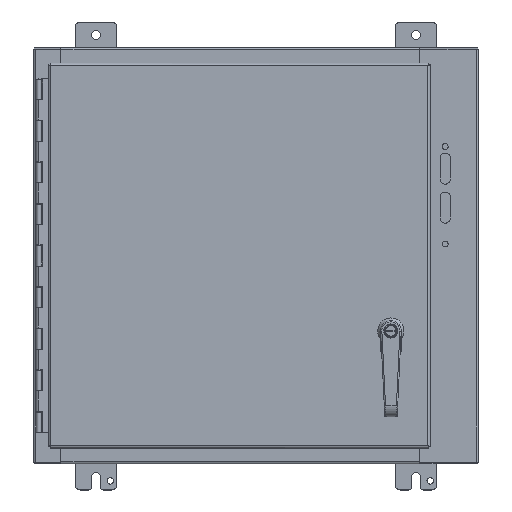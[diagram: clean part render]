
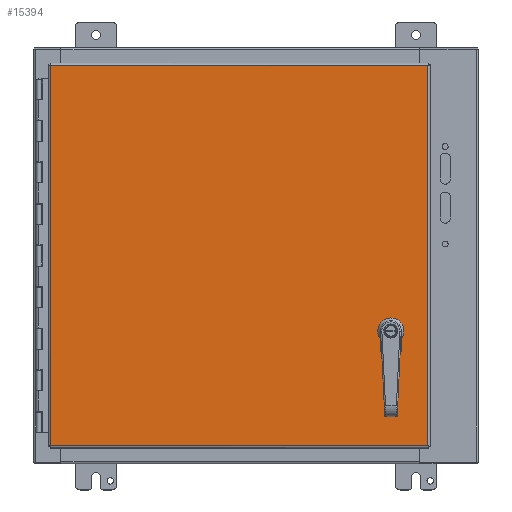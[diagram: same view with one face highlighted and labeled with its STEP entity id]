
A CAD part, top view. The second image highlights one B-rep face of the part: STEP entity #15394.
In plain terms, the highlighted planar face has unit normal (0, 0, 1).
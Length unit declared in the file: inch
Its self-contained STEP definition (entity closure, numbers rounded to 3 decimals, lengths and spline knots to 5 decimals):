
#13917=CARTESIAN_POINT('',(16.05725,5.41238,0.074));
#13918=VERTEX_POINT('',#13917);
#13925=CARTESIAN_POINT('',(16.24463,5.225,0.074));
#13926=VERTEX_POINT('',#13925);
#13927=CARTESIAN_POINT('',(16.45725,5.625,0.074));
#13928=DIRECTION('',(0.0,0.0,-1.0));
#13929=DIRECTION('',(0.883,0.469,0.0));
#13930=AXIS2_PLACEMENT_3D('',#13927,#13928,#13929);
#13931=CIRCLE('',#13930,0.453);
#13932=EDGE_CURVE('',#13926,#13918,#13931,.T.);
#13957=CARTESIAN_POINT('',(16.66987,5.225,0.074));
#13958=VERTEX_POINT('',#13957);
#13959=CARTESIAN_POINT('',(16.66987,5.225,0.074));
#13960=DIRECTION('',(-1.0,0.0,0.0));
#13961=VECTOR('',#13960,0.42525);
#13962=LINE('',#13959,#13961);
#13963=EDGE_CURVE('',#13958,#13926,#13962,.T.);
#13989=CARTESIAN_POINT('',(16.85725,5.41238,0.074));
#13990=VERTEX_POINT('',#13989);
#13991=CARTESIAN_POINT('',(16.45725,5.625,0.074));
#13992=DIRECTION('',(0.0,0.0,-1.0));
#13993=DIRECTION('',(-0.469,0.883,0.0));
#13994=AXIS2_PLACEMENT_3D('',#13991,#13992,#13993);
#13995=CIRCLE('',#13994,0.453);
#13996=EDGE_CURVE('',#13990,#13958,#13995,.T.);
#14021=CARTESIAN_POINT('',(16.85725,5.83762,0.074));
#14022=VERTEX_POINT('',#14021);
#14023=CARTESIAN_POINT('',(16.85725,5.83762,0.074));
#14024=DIRECTION('',(0.0,-1.0,0.0));
#14025=VECTOR('',#14024,0.42525);
#14026=LINE('',#14023,#14025);
#14027=EDGE_CURVE('',#14022,#13990,#14026,.T.);
#14053=CARTESIAN_POINT('',(16.66987,6.025,0.074));
#14054=VERTEX_POINT('',#14053);
#14055=CARTESIAN_POINT('',(16.45725,5.625,0.074));
#14056=DIRECTION('',(0.0,0.0,-1.0));
#14057=DIRECTION('',(-0.883,-0.469,0.0));
#14058=AXIS2_PLACEMENT_3D('',#14055,#14056,#14057);
#14059=CIRCLE('',#14058,0.453);
#14060=EDGE_CURVE('',#14054,#14022,#14059,.T.);
#14085=CARTESIAN_POINT('',(16.24463,6.025,0.074));
#14086=VERTEX_POINT('',#14085);
#14087=CARTESIAN_POINT('',(16.24463,6.025,0.074));
#14088=DIRECTION('',(1.0,0.0,0.0));
#14089=VECTOR('',#14088,0.42525);
#14090=LINE('',#14087,#14089);
#14091=EDGE_CURVE('',#14086,#14054,#14090,.T.);
#14117=CARTESIAN_POINT('',(16.05725,5.83762,0.074));
#14118=VERTEX_POINT('',#14117);
#14119=CARTESIAN_POINT('',(16.45725,5.625,0.074));
#14120=DIRECTION('',(0.0,0.0,-1.0));
#14121=DIRECTION('',(0.469,-0.883,0.0));
#14122=AXIS2_PLACEMENT_3D('',#14119,#14120,#14121);
#14123=CIRCLE('',#14122,0.453);
#14124=EDGE_CURVE('',#14118,#14086,#14123,.T.);
#14147=CARTESIAN_POINT('',(16.05725,5.41238,0.074));
#14148=DIRECTION('',(0.0,1.0,0.0));
#14149=VECTOR('',#14148,0.42525);
#14150=LINE('',#14147,#14149);
#14151=EDGE_CURVE('',#13918,#14118,#14150,.T.);
#14371=CARTESIAN_POINT('',(18.2385,18.39475,0.074));
#14372=VERTEX_POINT('',#14371);
#14383=CARTESIAN_POINT('',(18.2385,0.10525,0.074));
#14384=VERTEX_POINT('',#14383);
#14385=CARTESIAN_POINT('',(18.2385,0.10525,0.074));
#14386=DIRECTION('',(0.0,1.0,0.0));
#14387=VECTOR('',#14386,18.2895);
#14388=LINE('',#14385,#14387);
#14389=EDGE_CURVE('',#14384,#14372,#14388,.T.);
#14651=CARTESIAN_POINT('',(0.10525,18.39475,0.074));
#14652=VERTEX_POINT('',#14651);
#14663=CARTESIAN_POINT('',(18.2385,18.39475,0.074));
#14664=DIRECTION('',(-1.0,0.0,0.0));
#14665=VECTOR('',#14664,18.13325);
#14666=LINE('',#14663,#14665);
#14667=EDGE_CURVE('',#14372,#14652,#14666,.T.);
#14922=CARTESIAN_POINT('',(0.10525,0.10525,0.074));
#14923=VERTEX_POINT('',#14922);
#14934=CARTESIAN_POINT('',(0.10525,18.39475,0.074));
#14935=DIRECTION('',(0.0,-1.0,0.0));
#14936=VECTOR('',#14935,18.2895);
#14937=LINE('',#14934,#14936);
#14938=EDGE_CURVE('',#14652,#14923,#14937,.T.);
#15136=CARTESIAN_POINT('',(0.10525,0.10525,0.074));
#15137=DIRECTION('',(1.0,0.0,0.0));
#15138=VECTOR('',#15137,18.13325);
#15139=LINE('',#15136,#15138);
#15140=EDGE_CURVE('',#14923,#14384,#15139,.T.);
#15373=CARTESIAN_POINT('',(9.17187,9.25,0.074));
#15374=DIRECTION('',(0.0,0.0,1.0));
#15375=DIRECTION('',(1.0,0.0,0.0));
#15376=AXIS2_PLACEMENT_3D('',#15373,#15374,#15375);
#15377=PLANE('',#15376);
#15378=ORIENTED_EDGE('',*,*,#14389,.T.);
#15379=ORIENTED_EDGE('',*,*,#14667,.T.);
#15380=ORIENTED_EDGE('',*,*,#14938,.T.);
#15381=ORIENTED_EDGE('',*,*,#15140,.T.);
#15382=EDGE_LOOP('',(#15378,#15379,#15380,#15381));
#15383=FACE_OUTER_BOUND('',#15382,.T.);
#15384=ORIENTED_EDGE('',*,*,#13932,.T.);
#15385=ORIENTED_EDGE('',*,*,#14151,.T.);
#15386=ORIENTED_EDGE('',*,*,#14124,.T.);
#15387=ORIENTED_EDGE('',*,*,#14091,.T.);
#15388=ORIENTED_EDGE('',*,*,#14060,.T.);
#15389=ORIENTED_EDGE('',*,*,#14027,.T.);
#15390=ORIENTED_EDGE('',*,*,#13996,.T.);
#15391=ORIENTED_EDGE('',*,*,#13963,.T.);
#15392=EDGE_LOOP('',(#15384,#15385,#15386,#15387,#15388,#15389,#15390,#15391));
#15393=FACE_BOUND('',#15392,.T.);
#15394=ADVANCED_FACE('',(#15383,#15393),#15377,.T.);
